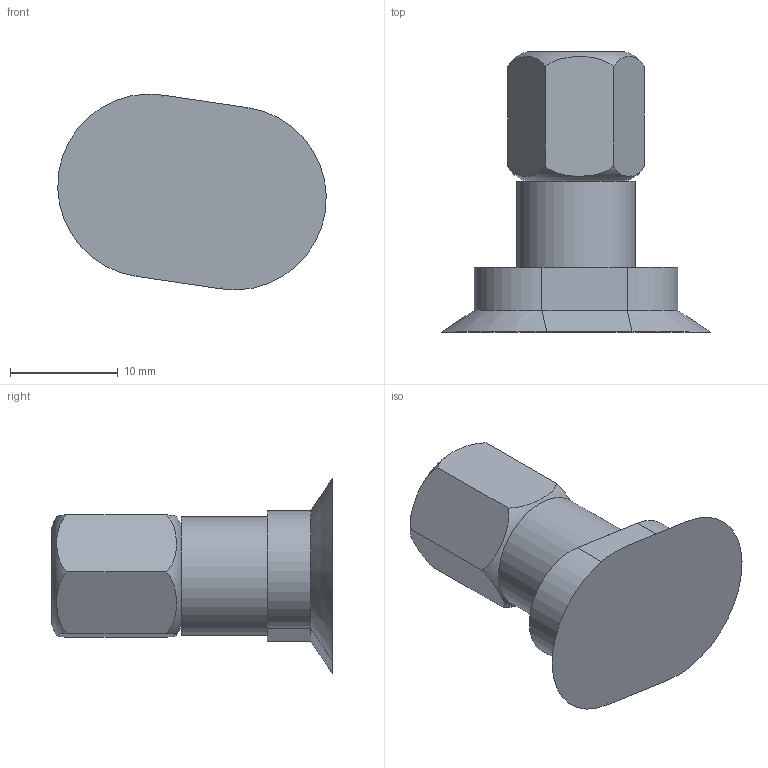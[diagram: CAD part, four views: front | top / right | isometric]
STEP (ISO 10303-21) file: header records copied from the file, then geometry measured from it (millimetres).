
FILE_DESCRIPTION(/* description */ (''),/* implementation_level */ '2;1');
FILE_NAME(/* name */ 'vg25x17nit_rac14r1-8h.stp',/* time_stamp */ '2020-07-21T16:00:40+02:00',/* author */ ('enginyeria'),/* organization */ (''),/* preprocessor_version */ 'ST-DEVELOPER v17',/* originating_system */ 'Autodesk Inventor 2019',/* authorisation */ '');
FILE_SCHEMA (('CONFIG_CONTROL_DESIGN'));
Length unit declared in the file: millimetre
Products named in the file (1): Pieza45
Bounding box: 24.91 x 26 x 18.16 mm (x, y, z)
Volume: 2636.5 mm3; surface area: 2018.9 mm2
Topology: 1 solids, 1 shells, 25 faces, 58 edges, 37 vertices
Faces by surface type: plane 16, cylinder 4, cone 3, torus 2
Full cylindrical faces by diameter (mm): 8.566 x1, 11 x1
Entity records: 1055 total; most frequent: CARTESIAN_POINT 409, DIRECTION 119, ORIENTED_EDGE 116, EDGE_CURVE 58, AXIS2_PLACEMENT_3D 47, VERTEX_POINT 37, EDGE_LOOP 27, STYLED_ITEM 26
